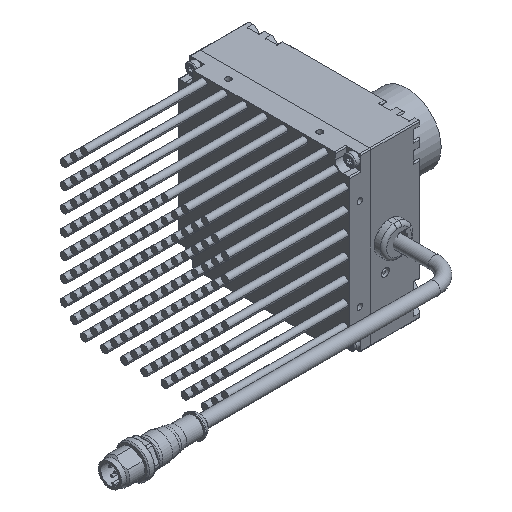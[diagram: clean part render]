
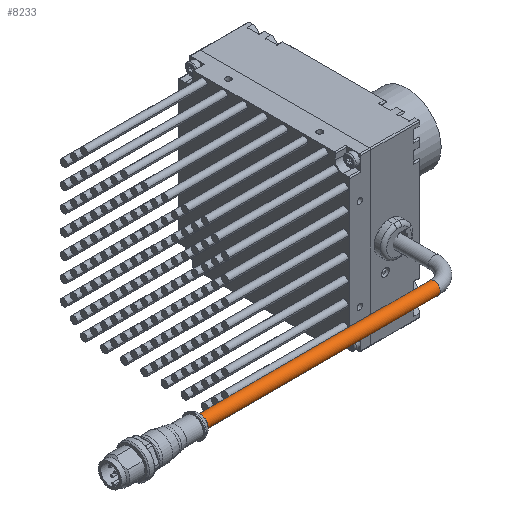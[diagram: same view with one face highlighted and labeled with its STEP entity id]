
A CAD part, isometric view. The second image highlights one B-rep face of the part: STEP entity #8233.
In plain terms, the highlighted cylindrical face has radius 2.75 mm (diameter 5.5 mm), a full revolution.
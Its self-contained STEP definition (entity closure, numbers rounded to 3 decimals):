
#347 = CARTESIAN_POINT ( 'NONE',  ( -118.166, -68.65, 0. ) ) ;
#587 = DIRECTION ( 'NONE',  ( 0., 0.5, -0.866 ) ) ;
#811 = CYLINDRICAL_SURFACE ( 'NONE', #2888, 2.75 ) ;
#1702 = AXIS2_PLACEMENT_3D ( 'NONE', #24136, #5419, #12928 ) ;
#2888 = AXIS2_PLACEMENT_3D ( 'NONE', #23562, #6951, #14216 ) ;
#4058 = ORIENTED_EDGE ( 'NONE', *, *, #7284, .F. ) ;
#4505 = DIRECTION ( 'NONE',  ( 1., 0., 0. ) ) ;
#5168 = AXIS2_PLACEMENT_3D ( 'NONE', #347, #4505, #587 ) ;
#5419 = DIRECTION ( 'NONE',  ( 1., 0., 0. ) ) ;
#6334 = CARTESIAN_POINT ( 'NONE',  ( -118.166, -67.275, -2.382 ) ) ;
#6793 = VERTEX_POINT ( 'NONE', #6334 ) ;
#6951 = DIRECTION ( 'NONE',  ( 1., 0., 0. ) ) ;
#7284 = EDGE_CURVE ( 'NONE', #16599, #16599, #19406, .T. ) ;
#8233 = ADVANCED_FACE ( 'NONE', ( #14347, #23686 ), #811, .T. ) ;
#10029 = EDGE_LOOP ( 'NONE', ( #4058 ) ) ;
#12527 = CARTESIAN_POINT ( 'NONE',  ( -12.666, -71.032, -1.375 ) ) ;
#12634 = CIRCLE ( 'NONE', #5168, 2.75 ) ;
#12928 = DIRECTION ( 'NONE',  ( 0., -0.866, -0.5 ) ) ;
#13995 = EDGE_LOOP ( 'NONE', ( #23232 ) ) ;
#14216 = DIRECTION ( 'NONE',  ( 0., -0.5, 0.866 ) ) ;
#14347 = FACE_OUTER_BOUND ( 'NONE', #13995, .T. ) ;
#16599 = VERTEX_POINT ( 'NONE', #12527 ) ;
#19406 = CIRCLE ( 'NONE', #1702, 2.75 ) ;
#21264 = EDGE_CURVE ( 'NONE', #6793, #6793, #12634, .T. ) ;
#23232 = ORIENTED_EDGE ( 'NONE', *, *, #21264, .T. ) ;
#23562 = CARTESIAN_POINT ( 'NONE',  ( -161.176, -68.65, 0. ) ) ;
#23686 = FACE_OUTER_BOUND ( 'NONE', #10029, .T. ) ;
#24136 = CARTESIAN_POINT ( 'NONE',  ( -12.666, -68.65, 0. ) ) ;
